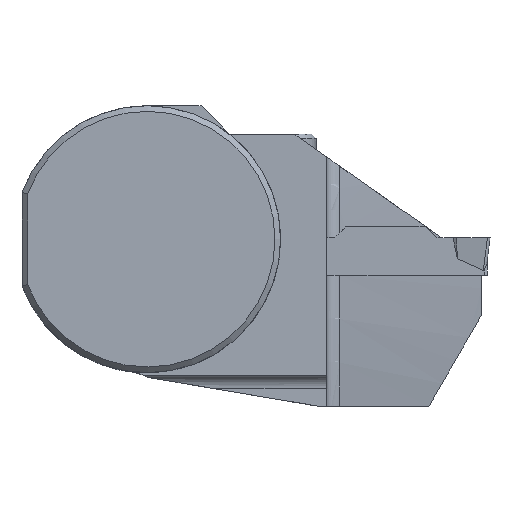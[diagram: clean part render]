
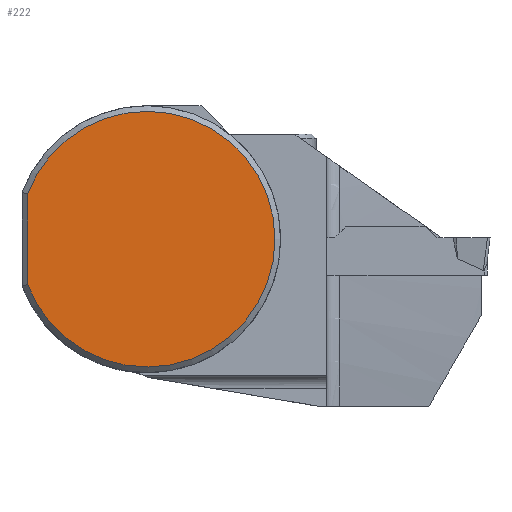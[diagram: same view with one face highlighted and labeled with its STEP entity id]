
A CAD part, top view. The second image highlights one B-rep face of the part: STEP entity #222.
In plain terms, the highlighted planar face has unit normal (0, 0, 1).
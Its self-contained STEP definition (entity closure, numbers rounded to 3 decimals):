
#222=ADVANCED_FACE('',(#343),#277,.F.);
#277=PLANE('',#1587);
#343=FACE_OUTER_BOUND('',#416,.T.);
#416=EDGE_LOOP('',(#1010,#1011));
#539=LINE('',#2608,#666);
#666=VECTOR('',#1920,1.);
#1010=ORIENTED_EDGE('',*,*,#1371,.F.);
#1011=ORIENTED_EDGE('',*,*,#1375,.T.);
#1191=VERTEX_POINT('',#2602);
#1192=VERTEX_POINT('',#2607);
#1371=EDGE_CURVE('',#1192,#1191,#539,.T.);
#1375=EDGE_CURVE('',#1192,#1191,#1416,.T.);
#1416=CIRCLE('',#1584,15.325);
#1584=AXIS2_PLACEMENT_3D('',#2617,#1934,#1935);
#1587=AXIS2_PLACEMENT_3D('',#2620,#1940,#1941);
#1920=DIRECTION('',(0.,1.,0.));
#1934=DIRECTION('',(0.,0.,1.));
#1935=DIRECTION('',(1.,0.,0.));
#1940=DIRECTION('',(0.,0.,-1.));
#1941=DIRECTION('',(1.,0.,0.));
#2602=CARTESIAN_POINT('',(-14.325,5.445,0.));
#2607=CARTESIAN_POINT('',(-14.325,-5.445,0.));
#2608=CARTESIAN_POINT('',(-14.325,16.,0.));
#2617=CARTESIAN_POINT('',(0.,0.,0.));
#2620=CARTESIAN_POINT('',(0.,0.,0.));
